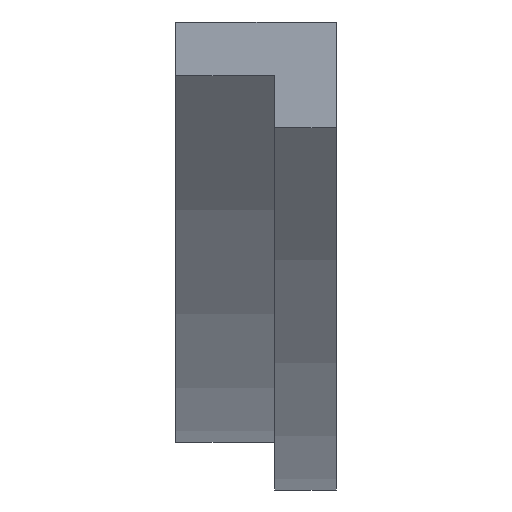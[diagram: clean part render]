
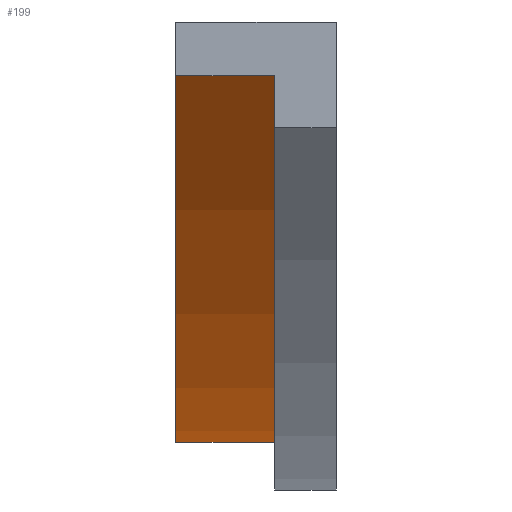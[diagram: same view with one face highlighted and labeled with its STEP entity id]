
A CAD part, left-side view. The second image highlights one B-rep face of the part: STEP entity #199.
In plain terms, the highlighted cylindrical face has radius 91.013 mm (diameter 182.025 mm), a partial arc.
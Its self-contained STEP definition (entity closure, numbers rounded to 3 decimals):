
#21=CIRCLE('',#226,91.013);
#22=CIRCLE('',#228,91.013);
#32=CYLINDRICAL_SURFACE('',#236,91.013);
#43=FACE_OUTER_BOUND('',#54,.T.);
#54=EDGE_LOOP('',(#180,#181,#182,#183));
#57=LINE('',#308,#72);
#68=LINE('',#340,#83);
#72=VECTOR('',#243,10.);
#83=VECTOR('',#272,10.);
#87=VERTEX_POINT('',#305);
#88=VERTEX_POINT('',#307);
#99=VERTEX_POINT('',#337);
#100=VERTEX_POINT('',#339);
#105=EDGE_CURVE('',#87,#88,#57,.T.);
#121=EDGE_CURVE('',#99,#100,#68,.T.);
#123=EDGE_CURVE('',#88,#99,#21,.T.);
#124=EDGE_CURVE('',#100,#87,#22,.T.);
#180=ORIENTED_EDGE('',*,*,#105,.F.);
#181=ORIENTED_EDGE('',*,*,#124,.F.);
#182=ORIENTED_EDGE('',*,*,#121,.F.);
#183=ORIENTED_EDGE('',*,*,#123,.F.);
#199=ADVANCED_FACE('',(#43),#32,.T.);
#226=AXIS2_PLACEMENT_3D('',#343,#277,#278);
#228=AXIS2_PLACEMENT_3D('',#345,#281,#282);
#236=AXIS2_PLACEMENT_3D('',#356,#298,#299);
#243=DIRECTION('',(0.,-1.,0.));
#272=DIRECTION('',(0.,1.,0.));
#277=DIRECTION('center_axis',(0.,-1.,0.));
#278=DIRECTION('ref_axis',(0.154,0.,-0.988));
#281=DIRECTION('center_axis',(0.,1.,0.));
#282=DIRECTION('ref_axis',(0.154,0.,-0.988));
#298=DIRECTION('center_axis',(0.,1.,0.));
#299=DIRECTION('ref_axis',(0.154,0.,-0.988));
#305=CARTESIAN_POINT('',(-10.,18.25,-14.578));
#307=CARTESIAN_POINT('',(-10.,16.25,-14.578));
#308=CARTESIAN_POINT('',(-10.,15.25,-14.578));
#337=CARTESIAN_POINT('',(26.973,16.25,-21.989));
#339=CARTESIAN_POINT('',(26.973,18.25,-21.989));
#340=CARTESIAN_POINT('',(26.973,17.25,-21.989));
#343=CARTESIAN_POINT('Origin',(25.986,16.25,69.018));
#345=CARTESIAN_POINT('Origin',(25.986,18.25,69.018));
#356=CARTESIAN_POINT('Origin',(25.986,15.25,69.018));
